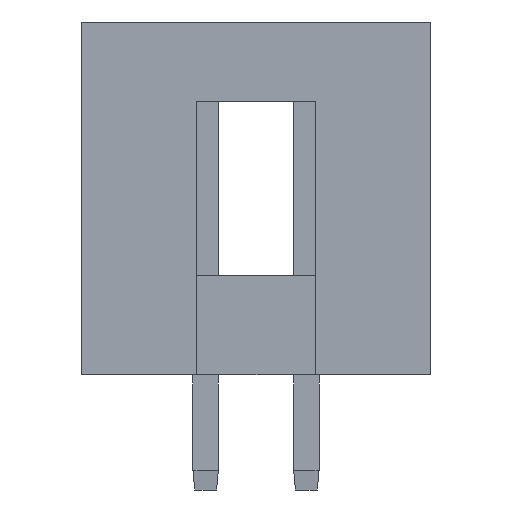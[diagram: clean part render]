
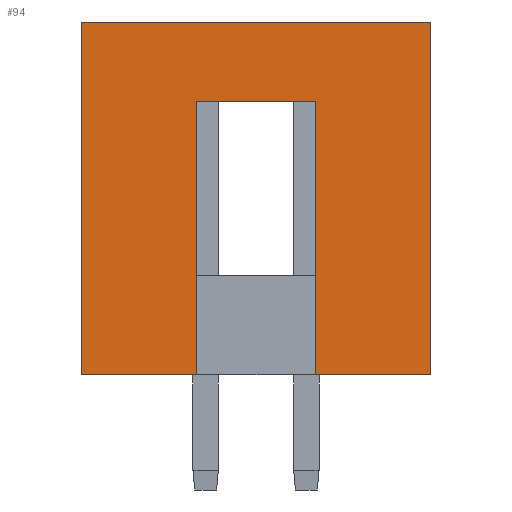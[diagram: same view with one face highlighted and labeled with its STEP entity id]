
A CAD part, left-side view. The second image highlights one B-rep face of the part: STEP entity #94.
In plain terms, the highlighted planar face has unit normal (-1, 0, 0).
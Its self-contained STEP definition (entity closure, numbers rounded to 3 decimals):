
#77 = CARTESIAN_POINT ( 'NONE',  ( -11.57, -4.13, 0. ) ) ;
#78 = VECTOR ( 'NONE', #3813, 1000. ) ;
#94 = ADVANCED_FACE ( 'NONE', ( #951 ), #8580, .F. ) ;
#244 = EDGE_CURVE ( 'NONE', #3883, #698, #621, .T. ) ;
#621 = LINE ( 'NONE', #8166, #4185 ) ;
#632 = LINE ( 'NONE', #1453, #5947 ) ;
#635 = CARTESIAN_POINT ( 'NONE',  ( -11.57, 1.77, 6.9 ) ) ;
#647 = DIRECTION ( 'NONE',  ( 0., 0., -1. ) ) ;
#698 = VERTEX_POINT ( 'NONE', #6948 ) ;
#777 = EDGE_CURVE ( 'NONE', #3006, #837, #3518, .T. ) ;
#789 = DIRECTION ( 'NONE',  ( 0., 0., -1. ) ) ;
#837 = VERTEX_POINT ( 'NONE', #77 ) ;
#894 = CARTESIAN_POINT ( 'NONE',  ( -11.57, -1.23, 6.9 ) ) ;
#908 = VERTEX_POINT ( 'NONE', #1175 ) ;
#951 = FACE_OUTER_BOUND ( 'NONE', #4252, .T. ) ;
#1066 = CARTESIAN_POINT ( 'NONE',  ( -11.57, -4.13, 8.9 ) ) ;
#1175 = CARTESIAN_POINT ( 'NONE',  ( -11.57, 1.77, 6.9 ) ) ;
#1300 = DIRECTION ( 'NONE',  ( 0., 1., 0. ) ) ;
#1407 = VECTOR ( 'NONE', #1300, 1000. ) ;
#1453 = CARTESIAN_POINT ( 'NONE',  ( -11.57, 4.67, 0. ) ) ;
#1646 = LINE ( 'NONE', #8488, #78 ) ;
#1872 = CARTESIAN_POINT ( 'NONE',  ( -11.57, 4.67, 2.5 ) ) ;
#1909 = VECTOR ( 'NONE', #647, 1000. ) ;
#1927 = EDGE_CURVE ( 'NONE', #2228, #3006, #3612, .T. ) ;
#2082 = ORIENTED_EDGE ( 'NONE', *, *, #3187, .T. ) ;
#2128 = DIRECTION ( 'NONE',  ( 0., -1., 0. ) ) ;
#2228 = VERTEX_POINT ( 'NONE', #5222 ) ;
#2439 = CARTESIAN_POINT ( 'NONE',  ( -11.57, 4.67, 0. ) ) ;
#2908 = AXIS2_PLACEMENT_3D ( 'NONE', #1872, #6534, #6788 ) ;
#3006 = VERTEX_POINT ( 'NONE', #1066 ) ;
#3181 = LINE ( 'NONE', #635, #1407 ) ;
#3187 = EDGE_CURVE ( 'NONE', #698, #837, #632, .T. ) ;
#3349 = ORIENTED_EDGE ( 'NONE', *, *, #5904, .F. ) ;
#3384 = VECTOR ( 'NONE', #6242, 1000. ) ;
#3518 = LINE ( 'NONE', #7312, #1909 ) ;
#3612 = LINE ( 'NONE', #5557, #3384 ) ;
#3813 = DIRECTION ( 'NONE',  ( 0., 0., -1. ) ) ;
#3883 = VERTEX_POINT ( 'NONE', #894 ) ;
#3980 = EDGE_CURVE ( 'NONE', #5654, #4681, #5177, .T. ) ;
#3992 = EDGE_CURVE ( 'NONE', #2228, #5654, #1646, .T. ) ;
#4122 = CARTESIAN_POINT ( 'NONE',  ( -11.57, 1.77, 0. ) ) ;
#4185 = VECTOR ( 'NONE', #7359, 1000. ) ;
#4252 = EDGE_LOOP ( 'NONE', ( #3349, #7829, #2082, #5019, #6160, #7272, #4536, #5705 ) ) ;
#4536 = ORIENTED_EDGE ( 'NONE', *, *, #3980, .T. ) ;
#4621 = VECTOR ( 'NONE', #789, 1000. ) ;
#4681 = VERTEX_POINT ( 'NONE', #4122 ) ;
#4844 = LINE ( 'NONE', #5440, #4621 ) ;
#5019 = ORIENTED_EDGE ( 'NONE', *, *, #777, .F. ) ;
#5063 = CARTESIAN_POINT ( 'NONE',  ( -11.57, 4.67, 0. ) ) ;
#5177 = LINE ( 'NONE', #2439, #8517 ) ;
#5222 = CARTESIAN_POINT ( 'NONE',  ( -11.57, 4.67, 8.9 ) ) ;
#5440 = CARTESIAN_POINT ( 'NONE',  ( -11.57, 1.77, 6.9 ) ) ;
#5557 = CARTESIAN_POINT ( 'NONE',  ( -11.57, 4.67, 8.9 ) ) ;
#5654 = VERTEX_POINT ( 'NONE', #5063 ) ;
#5705 = ORIENTED_EDGE ( 'NONE', *, *, #6502, .F. ) ;
#5904 = EDGE_CURVE ( 'NONE', #3883, #908, #3181, .T. ) ;
#5947 = VECTOR ( 'NONE', #2128, 1000. ) ;
#6160 = ORIENTED_EDGE ( 'NONE', *, *, #1927, .F. ) ;
#6242 = DIRECTION ( 'NONE',  ( 0., -1., 0. ) ) ;
#6465 = DIRECTION ( 'NONE',  ( 0., -1., 0. ) ) ;
#6502 = EDGE_CURVE ( 'NONE', #908, #4681, #4844, .T. ) ;
#6534 = DIRECTION ( 'NONE',  ( 1., 0., 0. ) ) ;
#6788 = DIRECTION ( 'NONE',  ( 0., 1., 0. ) ) ;
#6948 = CARTESIAN_POINT ( 'NONE',  ( -11.57, -1.23, 0. ) ) ;
#7272 = ORIENTED_EDGE ( 'NONE', *, *, #3992, .T. ) ;
#7312 = CARTESIAN_POINT ( 'NONE',  ( -11.57, -4.13, 2.5 ) ) ;
#7359 = DIRECTION ( 'NONE',  ( 0., 0., -1. ) ) ;
#7829 = ORIENTED_EDGE ( 'NONE', *, *, #244, .T. ) ;
#8166 = CARTESIAN_POINT ( 'NONE',  ( -11.57, -1.23, 6.9 ) ) ;
#8488 = CARTESIAN_POINT ( 'NONE',  ( -11.57, 4.67, 2.5 ) ) ;
#8517 = VECTOR ( 'NONE', #6465, 1000. ) ;
#8580 = PLANE ( 'NONE',  #2908 ) ;
